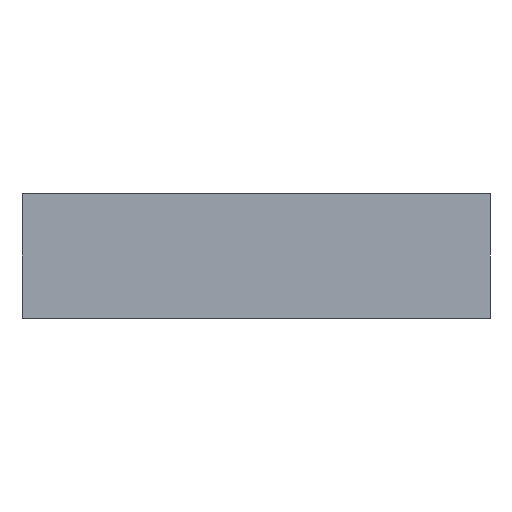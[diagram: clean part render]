
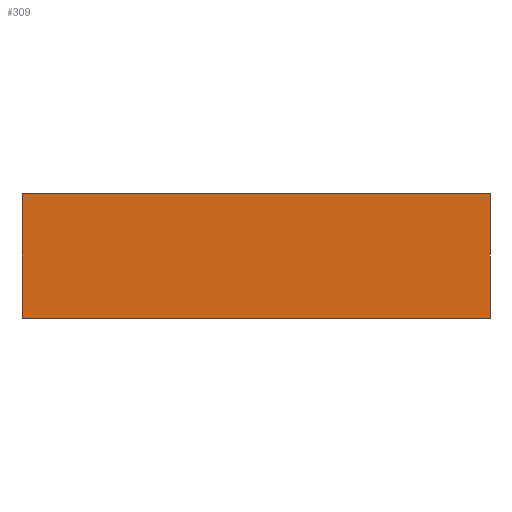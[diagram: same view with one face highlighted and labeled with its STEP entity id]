
A CAD part, left-side view. The second image highlights one B-rep face of the part: STEP entity #309.
In plain terms, the highlighted planar face has unit normal (-1, 0, 0).
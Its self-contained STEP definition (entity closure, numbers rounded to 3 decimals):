
#253=CARTESIAN_POINT('',(-41.049,6.33,12.));
#254=VERTEX_POINT('',#253);
#261=CARTESIAN_POINT('',(-41.049,6.33,0.0));
#262=VERTEX_POINT('',#261);
#263=CARTESIAN_POINT('',(-41.049,6.33,0.0));
#264=DIRECTION('',(0.0,0.0,1.0));
#265=VECTOR('',#264,12.);
#266=LINE('',#263,#265);
#267=EDGE_CURVE('',#262,#254,#266,.T.);
#279=CARTESIAN_POINT('',(-41.049,6.33,0.0));
#280=DIRECTION('',(-1.0,0.0,0.0));
#281=DIRECTION('',(0.0,0.0,1.0));
#282=AXIS2_PLACEMENT_3D('',#279,#280,#281);
#283=PLANE('',#282);
#284=CARTESIAN_POINT('',(-41.049,51.33,12.));
#285=VERTEX_POINT('',#284);
#286=CARTESIAN_POINT('',(-41.049,6.33,12.));
#287=DIRECTION('',(0.0,1.0,0.0));
#288=VECTOR('',#287,45.0);
#289=LINE('',#286,#288);
#290=EDGE_CURVE('',#254,#285,#289,.T.);
#291=ORIENTED_EDGE('',*,*,#290,.T.);
#292=CARTESIAN_POINT('',(-41.049,51.33,0.0));
#293=VERTEX_POINT('',#292);
#294=CARTESIAN_POINT('',(-41.049,51.33,0.0));
#295=DIRECTION('',(0.0,0.0,1.0));
#296=VECTOR('',#295,12.);
#297=LINE('',#294,#296);
#298=EDGE_CURVE('',#293,#285,#297,.T.);
#299=ORIENTED_EDGE('',*,*,#298,.F.);
#300=CARTESIAN_POINT('',(-41.049,6.33,0.0));
#301=DIRECTION('',(0.0,1.0,0.0));
#302=VECTOR('',#301,45.0);
#303=LINE('',#300,#302);
#304=EDGE_CURVE('',#262,#293,#303,.T.);
#305=ORIENTED_EDGE('',*,*,#304,.F.);
#306=ORIENTED_EDGE('',*,*,#267,.T.);
#307=EDGE_LOOP('',(#291,#299,#305,#306));
#308=FACE_OUTER_BOUND('',#307,.T.);
#309=ADVANCED_FACE('',(#308),#283,.T.);
